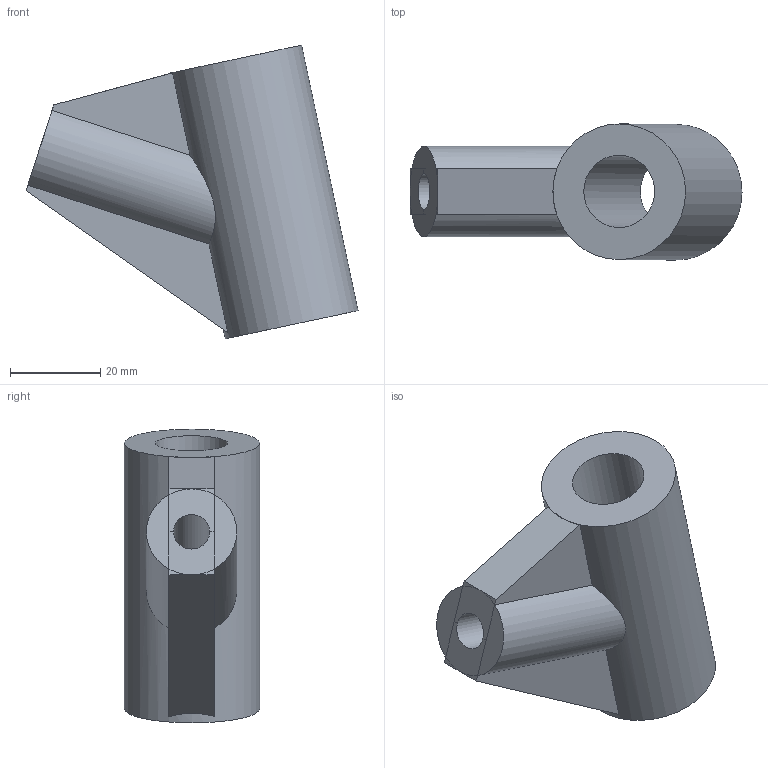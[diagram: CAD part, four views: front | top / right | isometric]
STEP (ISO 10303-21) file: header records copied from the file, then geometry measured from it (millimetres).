
FILE_DESCRIPTION(('FreeCAD Model'),'2;1');
FILE_NAME('Gooseneck8mm.step' ,'2020-11-18T09:00:38',('Author'),(''), 'Open CASCADE STEP processor 7.3','FreeCAD','Unknown');
FILE_SCHEMA(('AUTOMOTIVE_DESIGN { 1 0 10303 214 1 1 1 1 }'));
Length unit declared in the file: millimetre
Products named in the file (1): Gooseneck8mm
Bounding box: 73.4 x 30 x 64.93 mm (x, y, z)
Volume: 45885.7 mm3; surface area: 14050 mm2
Topology: 1 solids, 1 shells, 22 faces, 47 edges, 28 vertices
Faces by surface type: plane 17, cylinder 5
Full cylindrical faces by diameter (mm): 8 x1, 16 x1, 30 x1
Entity records: 2165 total; most frequent: CARTESIAN_POINT 1162, DIRECTION 191, LINE 97, VECTOR 97, ORIENTED_EDGE 94, PCURVE 94, DEFINITIONAL_REPRESENTATION 94, EDGE_CURVE 47
